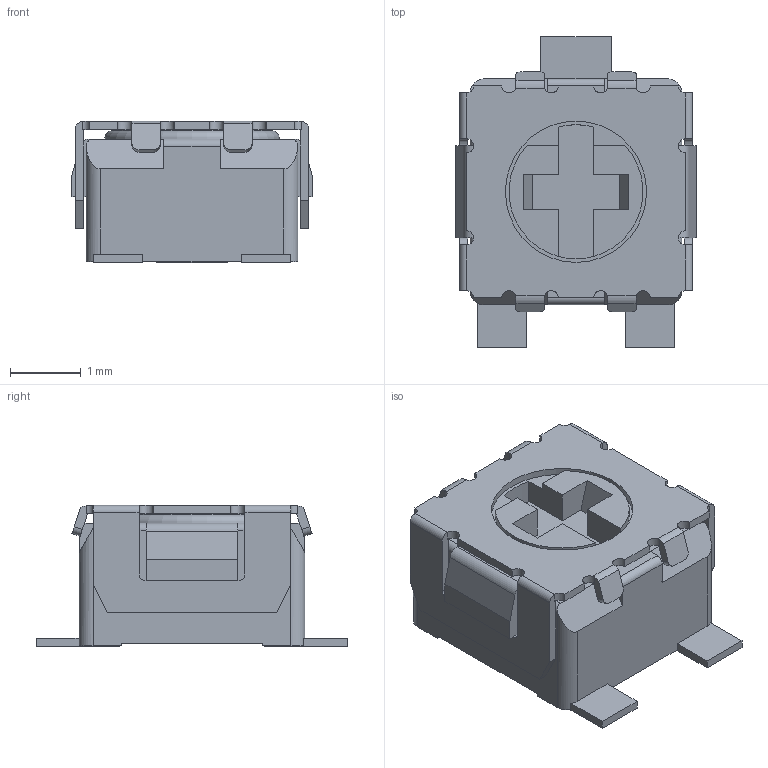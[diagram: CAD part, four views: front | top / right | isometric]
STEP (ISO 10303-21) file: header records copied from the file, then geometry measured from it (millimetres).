
FILE_DESCRIPTION(/* description */ ('STEP AP203'),/* implementation_level */ '2;1');
FILE_NAME(/* name */ 'ST-32ETB10k_(14)',/* time_stamp */ '2024-07-28T04:22:28+02:00',/* author */ ('License CC BY-ND 4.0'),/* organization */ ('CADENAS'),/* preprocessor_version */ 'ST-DEVELOPER v19.3',/* originating_system */ 'PARTsolutions',/* authorisation */ ' ');
FILE_SCHEMA (('CONFIG_CONTROL_DESIGN'));
Length unit declared in the file: millimetre
Products named in the file (3): ST-32ETB10k_(14); ST-32-B_c; ST-32 dial_d
Assembly tree (2 placements, depth 2):
  ST-32ETB10k_(14)
    ST-32-B_c
    ST-32 dial_d
Bounding box: 3.4 x 4.4 x 2 mm (x, y, z)
Volume: 18.4 mm3; surface area: 85.4 mm2
Topology: 2 solids, 2 shells, 186 faces, 527 edges, 341 vertices
Faces by surface type: plane 123, cylinder 62, torus 1
Full cylindrical faces by diameter (mm): 2 x3
Entity records: 7224 total; most frequent: CARTESIAN_POINT 1089, ORIENTED_EDGE 1046, DIRECTION 1022, EDGE_CURVE 523, LINE 378, VECTOR 378, VERTEX_POINT 341, AXIS2_PLACEMENT_3D 322
